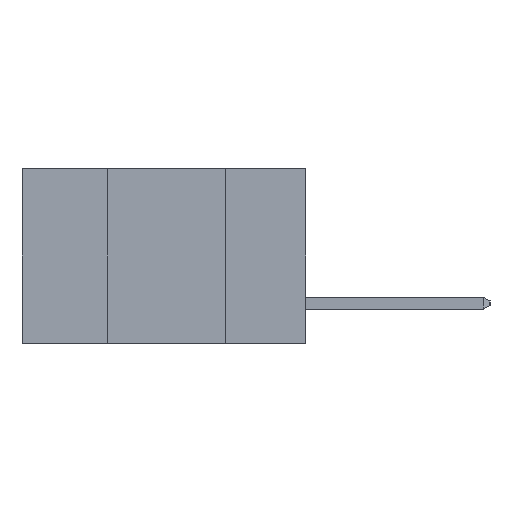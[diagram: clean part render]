
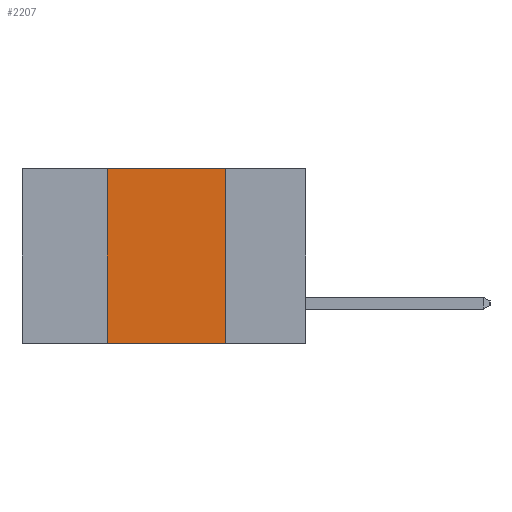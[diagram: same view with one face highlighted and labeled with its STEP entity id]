
A CAD part, left-side view. The second image highlights one B-rep face of the part: STEP entity #2207.
In plain terms, the highlighted planar face has unit normal (-1, 0, 0).
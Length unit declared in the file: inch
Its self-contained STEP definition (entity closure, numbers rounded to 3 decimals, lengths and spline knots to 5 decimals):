
#745 = LINE ( 'NONE', #11550, #6599 ) ;
#989 = CARTESIAN_POINT ( 'NONE',  ( 0., 0.17, -0.37 ) ) ;
#1247 = ORIENTED_EDGE ( 'NONE', *, *, #13880, .T. ) ;
#1384 = EDGE_CURVE ( 'NONE', #13305, #13781, #8322, .T. ) ;
#2186 = EDGE_CURVE ( 'NONE', #6109, #3553, #9018, .T. ) ;
#2207 = ADVANCED_FACE ( 'NONE', ( #5265 ), #8088, .F. ) ;
#2833 = ORIENTED_EDGE ( 'NONE', *, *, #8579, .F. ) ;
#3553 = VERTEX_POINT ( 'NONE', #989 ) ;
#4152 = EDGE_LOOP ( 'NONE', ( #4547, #2833, #10678, #1247 ) ) ;
#4547 = ORIENTED_EDGE ( 'NONE', *, *, #2186, .F. ) ;
#4929 = DIRECTION ( 'NONE',  ( 0., 0., -1. ) ) ;
#5265 = FACE_OUTER_BOUND ( 'NONE', #4152, .T. ) ;
#5286 = VECTOR ( 'NONE', #5525, 39.37008 ) ;
#5525 = DIRECTION ( 'NONE',  ( 0., 0., 1. ) ) ;
#5744 = AXIS2_PLACEMENT_3D ( 'NONE', #14139, #11682, #4929 ) ;
#6109 = VERTEX_POINT ( 'NONE', #14253 ) ;
#6510 = DIRECTION ( 'NONE',  ( 0., -1., 0. ) ) ;
#6599 = VECTOR ( 'NONE', #10461, 39.37008 ) ;
#6923 = CARTESIAN_POINT ( 'NONE',  ( 0., 0.42, 0. ) ) ;
#8088 = PLANE ( 'NONE',  #5744 ) ;
#8322 = LINE ( 'NONE', #14192, #5286 ) ;
#8579 = EDGE_CURVE ( 'NONE', #13781, #6109, #13712, .T. ) ;
#8668 = VECTOR ( 'NONE', #13910, 39.37008 ) ;
#9018 = LINE ( 'NONE', #14677, #8668 ) ;
#10461 = DIRECTION ( 'NONE',  ( 0., -1., 0. ) ) ;
#10678 = ORIENTED_EDGE ( 'NONE', *, *, #1384, .F. ) ;
#11550 = CARTESIAN_POINT ( 'NONE',  ( 0., 0.6, -0.37 ) ) ;
#11682 = DIRECTION ( 'NONE',  ( 1., 0., 0. ) ) ;
#13223 = CARTESIAN_POINT ( 'NONE',  ( 0., 0.6, 0. ) ) ;
#13305 = VERTEX_POINT ( 'NONE', #13898 ) ;
#13712 = LINE ( 'NONE', #13223, #14708 ) ;
#13781 = VERTEX_POINT ( 'NONE', #6923 ) ;
#13880 = EDGE_CURVE ( 'NONE', #13305, #3553, #745, .T. ) ;
#13898 = CARTESIAN_POINT ( 'NONE',  ( 0., 0.42, -0.37 ) ) ;
#13910 = DIRECTION ( 'NONE',  ( 0., 0., -1. ) ) ;
#14139 = CARTESIAN_POINT ( 'NONE',  ( 0., 0.6, 0. ) ) ;
#14192 = CARTESIAN_POINT ( 'NONE',  ( 0., 0.42, 0. ) ) ;
#14253 = CARTESIAN_POINT ( 'NONE',  ( 0., 0.17, 0. ) ) ;
#14677 = CARTESIAN_POINT ( 'NONE',  ( 0., 0.17, 0. ) ) ;
#14708 = VECTOR ( 'NONE', #6510, 39.37008 ) ;
